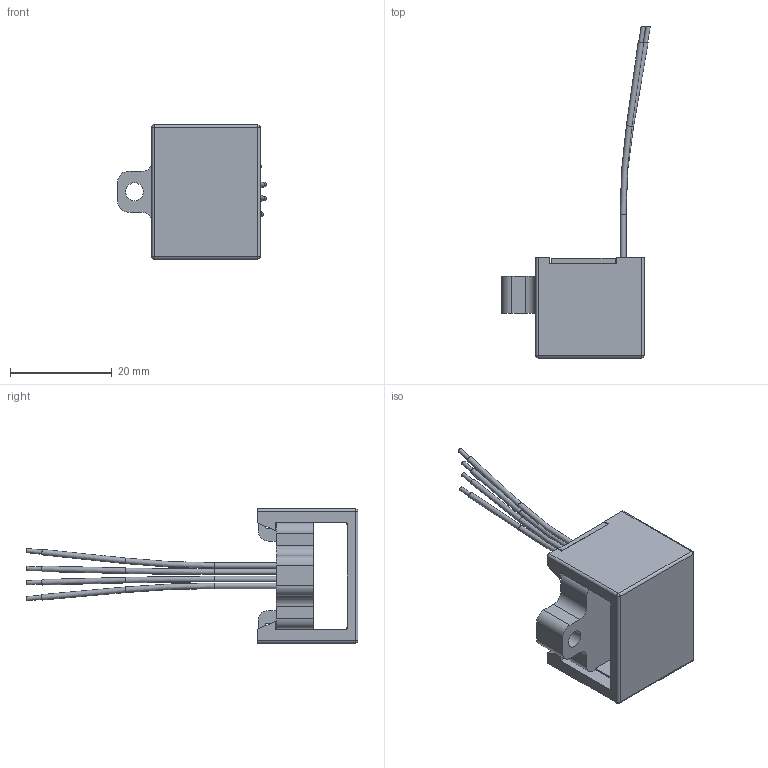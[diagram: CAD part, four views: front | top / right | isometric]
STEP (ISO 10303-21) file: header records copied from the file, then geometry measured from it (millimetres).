
FILE_DESCRIPTION(/* description */ (''),/* implementation_level */ '2;1');
FILE_NAME(/* name */ 'ISB_Wired.stp',/* time_stamp */ '2016-11-10T17:19:32+08:00',/* author */ ('User'),/* organization */ (''),/* preprocessor_version */ 'ST-DEVELOPER v15.2',/* originating_system */ 'Autodesk Inventor 2014',/* authorisation */ '');
FILE_SCHEMA (('AUTOMOTIVE_DESIGN { 1 0 10303 214 3 1 1 }'));
Products named in the file (17): ISB Case_Molded_Bottom_Revision B; ISB - snap - SHIELD - revision B; ISB Case_Molded_Top_Revision B; PCB - 12mm X15mm square; Capacitors; Chip body; Chip leads; Micro_Chip; Dummy FET; Sensor Circuit; Wire_Black; Wire_Blue; Wire_Red; Wire_White; Wired_IO; ISC potting; ISB_Wired
Bounding box: 29.21 x 65.27 x 26.4 mm (x, y, z)
Volume: 6422.3 mm3; surface area: 9166.5 mm2
Topology: 15 solids, 15 shells, 591 faces, 1466 edges, 938 vertices
Faces by surface type: plane 389, cylinder 162, sphere 36, torus 4
Full cylindrical faces by diameter (mm): 0.75 x3, 0.827 x4, 1.092 x8, 3.5 x1
Entity records: 15688 total; most frequent: CARTESIAN_POINT 2720, DIRECTION 2626, ORIENTED_EDGE 2556, EDGE_CURVE 1278, LINE 1006, VECTOR 1006, VERTEX_POINT 842, AXIS2_PLACEMENT_3D 810
